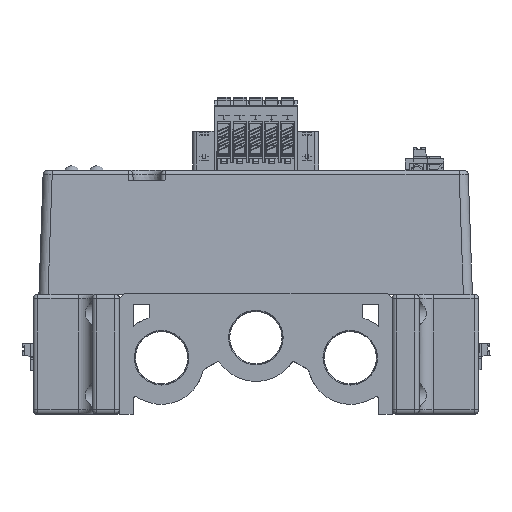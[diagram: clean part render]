
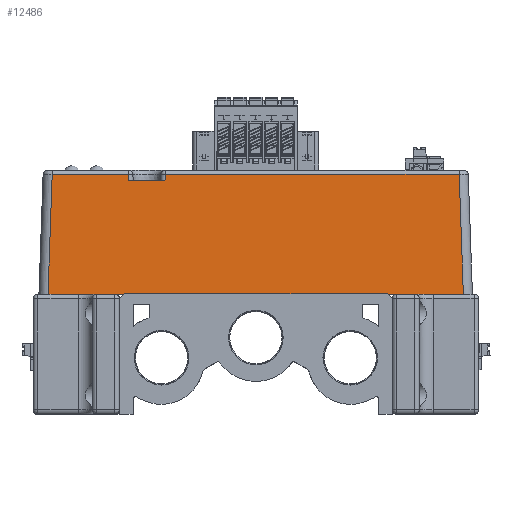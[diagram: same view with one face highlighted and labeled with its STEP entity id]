
A CAD part, front view. The second image highlights one B-rep face of the part: STEP entity #12486.
In plain terms, the highlighted planar face has unit normal (0, -0.999, 0.035).
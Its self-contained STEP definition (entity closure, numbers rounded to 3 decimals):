
#4819=FACE_OUTER_BOUND('',#30978,.T.);
#12486=ADVANCED_FACE('',(#4819),#19859,.T.);
#19859=PLANE('',#158619);
#30978=EDGE_LOOP('',(#51871,#51872,#51873,#51874,#51875,#51876,#51877,#51878,
#51879,#51880));
#51871=ORIENTED_EDGE('',*,*,#104695,.T.);
#51872=ORIENTED_EDGE('',*,*,#104756,.T.);
#51873=ORIENTED_EDGE('',*,*,#104757,.F.);
#51874=ORIENTED_EDGE('',*,*,#104758,.T.);
#51875=ORIENTED_EDGE('',*,*,#104759,.T.);
#51876=ORIENTED_EDGE('',*,*,#104760,.T.);
#51877=ORIENTED_EDGE('',*,*,#104761,.T.);
#51878=ORIENTED_EDGE('',*,*,#104463,.T.);
#51879=ORIENTED_EDGE('',*,*,#98558,.T.);
#51880=ORIENTED_EDGE('',*,*,#104762,.T.);
#83695=VERTEX_POINT('',#208416);
#83696=VERTEX_POINT('',#208418);
#87585=VERTEX_POINT('',#222600);
#87811=VERTEX_POINT('',#223102);
#87812=VERTEX_POINT('',#223104);
#87855=VERTEX_POINT('',#223239);
#87856=VERTEX_POINT('',#223241);
#87857=VERTEX_POINT('',#223243);
#87858=VERTEX_POINT('',#223245);
#87859=VERTEX_POINT('',#223247);
#98558=EDGE_CURVE('',#83696,#83695,#120569,.T.);
#104463=EDGE_CURVE('',#87585,#83696,#125321,.T.);
#104695=EDGE_CURVE('',#87812,#87811,#125490,.T.);
#104756=EDGE_CURVE('',#87811,#87855,#125530,.T.);
#104757=EDGE_CURVE('',#87856,#87855,#125531,.T.);
#104758=EDGE_CURVE('',#87856,#87857,#125532,.T.);
#104759=EDGE_CURVE('',#87857,#87858,#125533,.T.);
#104760=EDGE_CURVE('',#87858,#87859,#125534,.T.);
#104761=EDGE_CURVE('',#87859,#87585,#125535,.T.);
#104762=EDGE_CURVE('',#83695,#87812,#125536,.T.);
#120569=LINE('',#208417,#137788);
#125321=LINE('',#222599,#142540);
#125490=LINE('',#223103,#142709);
#125530=LINE('',#223238,#142749);
#125531=LINE('',#223240,#142750);
#125532=LINE('',#223242,#142751);
#125533=LINE('',#223244,#142752);
#125534=LINE('',#223246,#142753);
#125535=LINE('',#223248,#142754);
#125536=LINE('',#223249,#142755);
#137788=VECTOR('',#167371,1.);
#142540=VECTOR('',#178133,1.);
#142709=VECTOR('',#178450,1.);
#142749=VECTOR('',#178570,1.);
#142750=VECTOR('',#178571,1.);
#142751=VECTOR('',#178572,1.);
#142752=VECTOR('',#178573,1.);
#142753=VECTOR('',#178574,1.);
#142754=VECTOR('',#178575,1.);
#142755=VECTOR('',#178576,1.);
#158619=AXIS2_PLACEMENT_3D('',#223250,#178577,#178578);
#167371=DIRECTION('',(1.,0.,0.));
#178133=DIRECTION('',(1.,0.,0.));
#178450=DIRECTION('',(-1.,0.,0.));
#178570=DIRECTION('',(-0.044,-0.035,-0.998));
#178571=DIRECTION('',(1.,0.,0.));
#178572=DIRECTION('',(-0.044,0.035,0.998));
#178573=DIRECTION('',(-1.,0.,0.));
#178574=DIRECTION('',(-0.035,-0.035,-0.999));
#178575=DIRECTION('',(1.,0.,0.));
#178576=DIRECTION('',(-0.035,0.035,0.999));
#178577=DIRECTION('',(0.,-0.999,0.035));
#178578=DIRECTION('',(0.,-0.035,-0.999));
#208416=CARTESIAN_POINT('',(595.687,-1316.826,-0.1));
#208417=CARTESIAN_POINT('',(580.05,-1316.826,-0.1));
#208418=CARTESIAN_POINT('',(581.05,-1316.826,-0.1));
#222599=CARTESIAN_POINT('',(580.05,-1316.826,-0.1));
#222600=CARTESIAN_POINT('',(519.05,-1316.826,-0.1));
#223102=CARTESIAN_POINT('',(530.108,-1315.907,26.235));
#223103=CARTESIAN_POINT('',(529.05,-1315.907,26.235));
#223104=CARTESIAN_POINT('',(594.767,-1315.907,26.235));
#223238=CARTESIAN_POINT('',(530.048,-1315.955,24.856));
#223239=CARTESIAN_POINT('',(530.049,-1315.953,24.9));
#223240=CARTESIAN_POINT('',(526.05,-1315.953,24.9));
#223241=CARTESIAN_POINT('',(522.051,-1315.953,24.9));
#223242=CARTESIAN_POINT('',(521.994,-1315.908,26.191));
#223243=CARTESIAN_POINT('',(521.992,-1315.907,26.235));
#223244=CARTESIAN_POINT('',(505.266,-1315.907,26.235));
#223245=CARTESIAN_POINT('',(505.233,-1315.907,26.235));
#223246=CARTESIAN_POINT('',(504.056,-1317.083,-7.463));
#223247=CARTESIAN_POINT('',(504.313,-1316.826,-0.1));
#223248=CARTESIAN_POINT('',(580.05,-1316.826,-0.1));
#223249=CARTESIAN_POINT('',(595.944,-1317.083,-7.463));
#223250=CARTESIAN_POINT('',(550.,-1317.141,-9.1));
